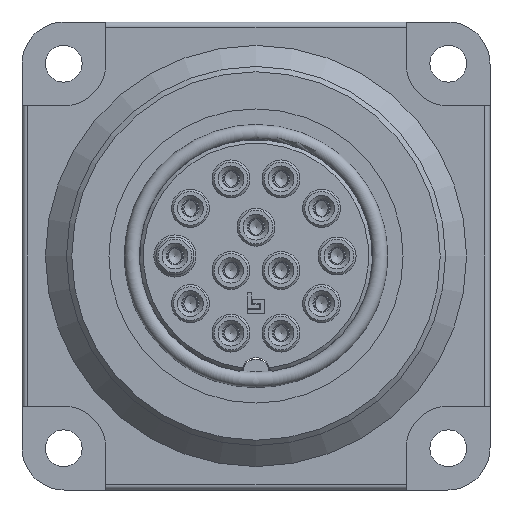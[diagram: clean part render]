
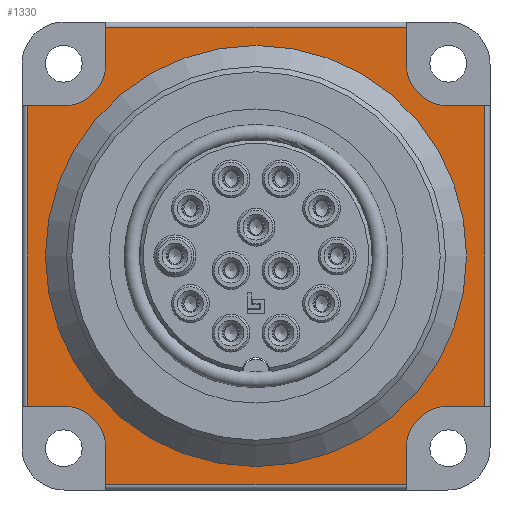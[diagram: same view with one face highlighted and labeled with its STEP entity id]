
A CAD part, left-side view. The second image highlights one B-rep face of the part: STEP entity #1330.
In plain terms, the highlighted planar face has unit normal (-1, 0, 0).
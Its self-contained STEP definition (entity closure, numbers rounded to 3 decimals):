
#357=PLANE('',#9061);
#822=FACE_BOUND('',#2403,.T.);
#823=FACE_BOUND('',#2404,.T.);
#1330=ADVANCED_FACE('',(#822,#823),#357,.F.);
#2403=EDGE_LOOP('',(#4272));
#2404=EDGE_LOOP('',(#4273,#4274,#4275,#4276,#4277,#4278,#4279,#4280,#4281,
#4282,#4283,#4284,#4285,#4286,#4287,#4288));
#3234=LINE('',#13333,#3694);
#3235=LINE('',#13336,#3695);
#3236=LINE('',#13338,#3696);
#3237=LINE('',#13342,#3697);
#3238=LINE('',#13344,#3698);
#3239=LINE('',#13346,#3699);
#3240=LINE('',#13350,#3700);
#3241=LINE('',#13352,#3701);
#3242=LINE('',#13354,#3702);
#3243=LINE('',#13358,#3703);
#3244=LINE('',#13360,#3704);
#3245=LINE('',#13362,#3705);
#3694=VECTOR('',#10203,1.);
#3695=VECTOR('',#10204,1.);
#3696=VECTOR('',#10205,1.);
#3697=VECTOR('',#10208,1.);
#3698=VECTOR('',#10209,1.);
#3699=VECTOR('',#10210,1.);
#3700=VECTOR('',#10213,1.);
#3701=VECTOR('',#10214,1.);
#3702=VECTOR('',#10215,1.);
#3703=VECTOR('',#10218,1.);
#3704=VECTOR('',#10219,1.);
#3705=VECTOR('',#10220,1.);
#4272=ORIENTED_EDGE('',*,*,#7431,.T.);
#4273=ORIENTED_EDGE('',*,*,#7432,.T.);
#4274=ORIENTED_EDGE('',*,*,#7433,.T.);
#4275=ORIENTED_EDGE('',*,*,#7434,.F.);
#4276=ORIENTED_EDGE('',*,*,#7435,.T.);
#4277=ORIENTED_EDGE('',*,*,#7436,.T.);
#4278=ORIENTED_EDGE('',*,*,#7437,.T.);
#4279=ORIENTED_EDGE('',*,*,#7438,.F.);
#4280=ORIENTED_EDGE('',*,*,#7439,.T.);
#4281=ORIENTED_EDGE('',*,*,#7440,.T.);
#4282=ORIENTED_EDGE('',*,*,#7441,.T.);
#4283=ORIENTED_EDGE('',*,*,#7442,.F.);
#4284=ORIENTED_EDGE('',*,*,#7443,.T.);
#4285=ORIENTED_EDGE('',*,*,#7444,.T.);
#4286=ORIENTED_EDGE('',*,*,#7445,.T.);
#4287=ORIENTED_EDGE('',*,*,#7446,.F.);
#4288=ORIENTED_EDGE('',*,*,#7447,.T.);
#6579=VERTEX_POINT('',#13332);
#6580=VERTEX_POINT('',#13334);
#6581=VERTEX_POINT('',#13335);
#6582=VERTEX_POINT('',#13337);
#6583=VERTEX_POINT('',#13339);
#6584=VERTEX_POINT('',#13341);
#6585=VERTEX_POINT('',#13343);
#6586=VERTEX_POINT('',#13345);
#6587=VERTEX_POINT('',#13347);
#6588=VERTEX_POINT('',#13349);
#6589=VERTEX_POINT('',#13351);
#6590=VERTEX_POINT('',#13353);
#6591=VERTEX_POINT('',#13355);
#6592=VERTEX_POINT('',#13357);
#6593=VERTEX_POINT('',#13359);
#6594=VERTEX_POINT('',#13361);
#6595=VERTEX_POINT('',#13363);
#7431=EDGE_CURVE('',#6579,#6579,#8545,.T.);
#7432=EDGE_CURVE('',#6580,#6581,#3234,.T.);
#7433=EDGE_CURVE('',#6581,#6582,#3235,.T.);
#7434=EDGE_CURVE('',#6583,#6582,#3236,.T.);
#7435=EDGE_CURVE('',#6583,#6584,#8546,.T.);
#7436=EDGE_CURVE('',#6584,#6585,#3237,.T.);
#7437=EDGE_CURVE('',#6585,#6586,#3238,.T.);
#7438=EDGE_CURVE('',#6587,#6586,#3239,.T.);
#7439=EDGE_CURVE('',#6587,#6588,#8547,.T.);
#7440=EDGE_CURVE('',#6588,#6589,#3240,.T.);
#7441=EDGE_CURVE('',#6589,#6590,#3241,.T.);
#7442=EDGE_CURVE('',#6591,#6590,#3242,.T.);
#7443=EDGE_CURVE('',#6591,#6592,#8548,.T.);
#7444=EDGE_CURVE('',#6592,#6593,#3243,.T.);
#7445=EDGE_CURVE('',#6593,#6594,#3244,.T.);
#7446=EDGE_CURVE('',#6595,#6594,#3245,.T.);
#7447=EDGE_CURVE('',#6595,#6580,#8549,.T.);
#8545=CIRCLE('',#9056,20.);
#8546=CIRCLE('',#9057,4.);
#8547=CIRCLE('',#9058,4.);
#8548=CIRCLE('',#9059,4.);
#8549=CIRCLE('',#9060,4.);
#9056=AXIS2_PLACEMENT_3D('',#13331,#10201,#10202);
#9057=AXIS2_PLACEMENT_3D('',#13340,#10206,#10207);
#9058=AXIS2_PLACEMENT_3D('',#13348,#10211,#10212);
#9059=AXIS2_PLACEMENT_3D('',#13356,#10216,#10217);
#9060=AXIS2_PLACEMENT_3D('',#13364,#10221,#10222);
#9061=AXIS2_PLACEMENT_3D('',#13365,#10223,#10224);
#10201=DIRECTION('',(1.,0.,0.));
#10202=DIRECTION('',(0.,-1.,0.));
#10203=DIRECTION('',(0.,-1.,0.));
#10204=DIRECTION('',(0.,0.,1.));
#10205=DIRECTION('',(0.,-1.,0.));
#10206=DIRECTION('',(1.,0.,0.));
#10207=DIRECTION('',(0.,-1.,0.));
#10208=DIRECTION('',(0.,0.,1.));
#10209=DIRECTION('',(0.,1.,0.));
#10210=DIRECTION('',(0.,0.,1.));
#10211=DIRECTION('',(1.,0.,0.));
#10212=DIRECTION('',(0.,-1.,0.));
#10213=DIRECTION('',(0.,1.,0.));
#10214=DIRECTION('',(0.,0.,-1.));
#10215=DIRECTION('',(0.,1.,0.));
#10216=DIRECTION('',(1.,0.,0.));
#10217=DIRECTION('',(0.,-1.,0.));
#10218=DIRECTION('',(0.,0.,-1.));
#10219=DIRECTION('',(0.,-1.,0.));
#10220=DIRECTION('',(0.,0.,-1.));
#10221=DIRECTION('',(1.,0.,0.));
#10222=DIRECTION('',(0.,-1.,0.));
#10223=DIRECTION('',(1.,0.,0.));
#10224=DIRECTION('',(0.,-1.,0.));
#13331=CARTESIAN_POINT('',(4.55,0.,0.));
#13332=CARTESIAN_POINT('',(4.55,-20.,0.));
#13333=CARTESIAN_POINT('',(4.55,-14.265,-14.265));
#13334=CARTESIAN_POINT('',(4.55,-18.265,-14.265));
#13335=CARTESIAN_POINT('',(4.55,-21.725,-14.265));
#13336=CARTESIAN_POINT('',(4.55,-21.725,14.265));
#13337=CARTESIAN_POINT('',(4.55,-21.725,14.265));
#13338=CARTESIAN_POINT('',(4.55,-14.265,14.265));
#13339=CARTESIAN_POINT('',(4.55,-18.265,14.265));
#13340=CARTESIAN_POINT('',(4.55,-18.265,18.265));
#13341=CARTESIAN_POINT('',(4.55,-14.265,18.265));
#13342=CARTESIAN_POINT('',(4.55,-14.265,14.265));
#13343=CARTESIAN_POINT('',(4.55,-14.265,21.725));
#13344=CARTESIAN_POINT('',(4.55,14.265,21.725));
#13345=CARTESIAN_POINT('',(4.55,14.265,21.725));
#13346=CARTESIAN_POINT('',(4.55,14.265,14.265));
#13347=CARTESIAN_POINT('',(4.55,14.265,18.265));
#13348=CARTESIAN_POINT('',(4.55,18.265,18.265));
#13349=CARTESIAN_POINT('',(4.55,18.265,14.265));
#13350=CARTESIAN_POINT('',(4.55,14.265,14.265));
#13351=CARTESIAN_POINT('',(4.55,21.725,14.265));
#13352=CARTESIAN_POINT('',(4.55,21.725,-14.265));
#13353=CARTESIAN_POINT('',(4.55,21.725,-14.265));
#13354=CARTESIAN_POINT('',(4.55,14.265,-14.265));
#13355=CARTESIAN_POINT('',(4.55,18.265,-14.265));
#13356=CARTESIAN_POINT('',(4.55,18.265,-18.265));
#13357=CARTESIAN_POINT('',(4.55,14.265,-18.265));
#13358=CARTESIAN_POINT('',(4.55,14.265,-14.265));
#13359=CARTESIAN_POINT('',(4.55,14.265,-21.725));
#13360=CARTESIAN_POINT('',(4.55,-14.265,-21.725));
#13361=CARTESIAN_POINT('',(4.55,-14.265,-21.725));
#13362=CARTESIAN_POINT('',(4.55,-14.265,-14.265));
#13363=CARTESIAN_POINT('',(4.55,-14.265,-18.265));
#13364=CARTESIAN_POINT('',(4.55,-18.265,-18.265));
#13365=CARTESIAN_POINT('',(4.55,0.,0.));
